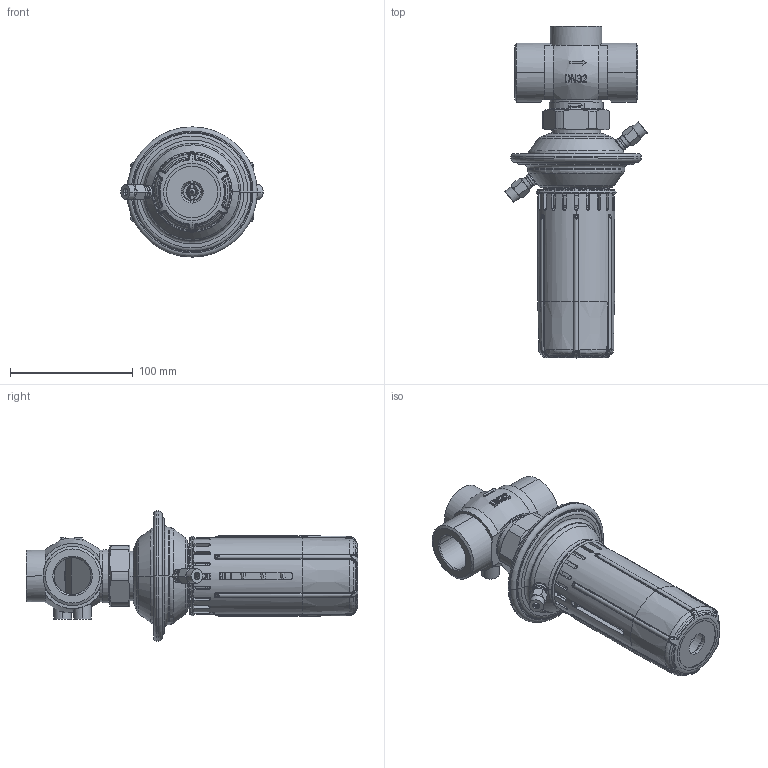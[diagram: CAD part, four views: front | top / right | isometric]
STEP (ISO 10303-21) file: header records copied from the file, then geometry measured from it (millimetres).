
FILE_DESCRIPTION((''),'2;1');
FILE_NAME('003H6249','2015-03-05T',('u317927'),('Danfoss'),'PRO/ENGINEER BY PARAMETRIC TECHNOLOGY CORPORATION, 2014000','PRO/ENGINEER BY PARAMETRIC TECHNOLOGY CORPORATION, 2014000','');
FILE_SCHEMA(('CONFIG_CONTROL_DESIGN'));
Products named in the file (1): 003H6249
Bounding box: 115.65 x 269.92 x 106 mm (x, y, z)
Volume: 394912.6 mm3; surface area: 223100.9 mm2
Topology: 3 solids, 3 shells, 2979 faces, 7961 edges, 4980 vertices
Faces by surface type: plane 1122, cylinder 618, bspline 509, cone 423, torus 289, sphere 12, extrusion 6
Entity records: 140321 total; most frequent: CARTESIAN_POINT 71394, ORIENTED_EDGE 15886, DIRECTION 12577, EDGE_CURVE 7943, AXIS2_PLACEMENT_3D 5028, VERTEX_POINT 4980, EDGE_LOOP 3127, FACE_OUTER_BOUND 2979
